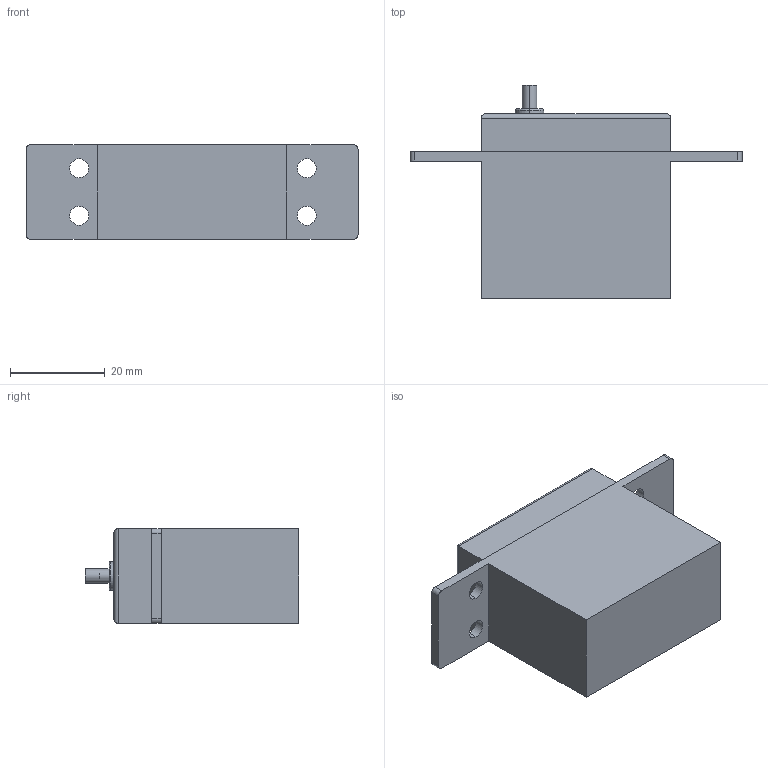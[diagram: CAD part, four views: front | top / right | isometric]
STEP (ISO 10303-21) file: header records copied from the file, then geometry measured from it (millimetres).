
FILE_DESCRIPTION (( 'STEP AP203' ), '1' );
FILE_NAME ('kaoshi.STEP', '2025-09-04T06:19:57', ( '' ), ( '' ), 'SwSTEP 2.0', 'SolidWorks 2024', '' );
FILE_SCHEMA (( 'CONFIG_CONTROL_DESIGN' ));
Length unit declared in the file: millimetre
Products named in the file (1): kaoshi
Bounding box: 70 x 45 x 20 mm (x, y, z)
Volume: 32319.7 mm3; surface area: 7630.6 mm2
Topology: 1 solids, 1 shells, 46 faces, 112 edges, 69 vertices
Faces by surface type: cylinder 22, plane 18, cone 4, torus 2
Entity records: 1425 total; most frequent: DIRECTION 242, CARTESIAN_POINT 238, ORIENTED_EDGE 220, EDGE_CURVE 110, AXIS2_PLACEMENT_3D 89, VERTEX_POINT 69, VECTOR 64, LINE 64
